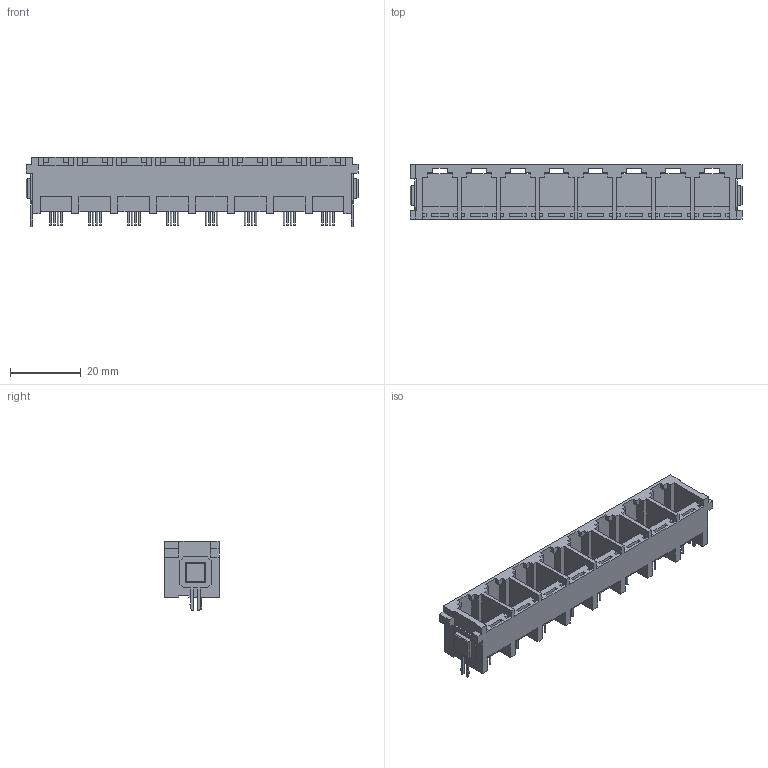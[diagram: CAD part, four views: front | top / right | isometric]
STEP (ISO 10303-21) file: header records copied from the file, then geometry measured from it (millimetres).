
FILE_DESCRIPTION (( 'STEP AP214' ), '1' );
FILE_NAME ('GPX-8-64_rA2.STEP', '2012-04-09T18:13:25', ( 'Admin' ), ( 'kycon' ), 'SwSTEP 2.0', 'SolidWorks 2007', '' );
FILE_SCHEMA (( 'AUTOMOTIVE_DESIGN' ));
Length unit declared in the file: millimetre
Products named in the file (1): GPX-8-64_rA2
Bounding box: 94 x 15.4 x 19.79 mm (x, y, z)
Volume: 9933.3 mm3; surface area: 11396.9 mm2
Topology: 1 solids, 1 shells, 545 faces, 1492 edges, 984 vertices
Faces by surface type: plane 469, cylinder 76
Entity records: 18113 total; most frequent: CARTESIAN_POINT 3022, ORIENTED_EDGE 2984, DIRECTION 2736, EDGE_CURVE 1492, LINE 1340, VECTOR 1340, VERTEX_POINT 984, AXIS2_PLACEMENT_3D 698
